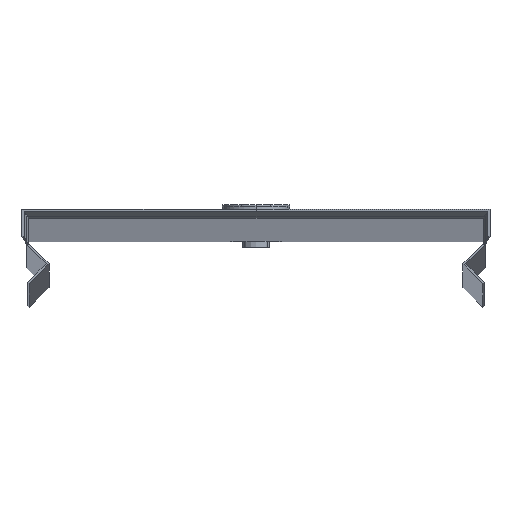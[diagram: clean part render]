
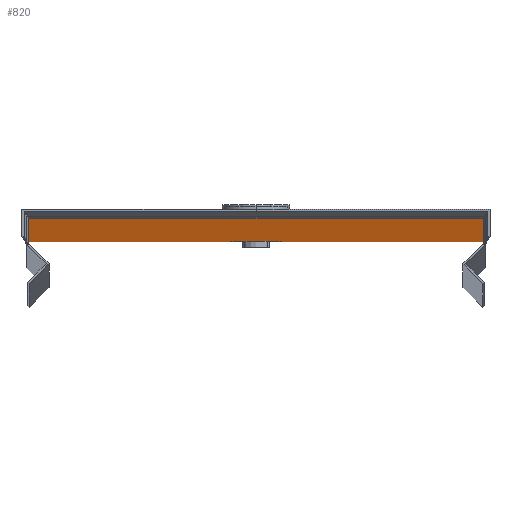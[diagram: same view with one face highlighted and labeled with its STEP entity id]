
A CAD part, top view. The second image highlights one B-rep face of the part: STEP entity #820.
In plain terms, the highlighted planar face has unit normal (0, -1, 0).
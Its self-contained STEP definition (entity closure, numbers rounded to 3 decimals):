
#25 = FACE_OUTER_BOUND ( 'NONE', #977, .T. ) ;
#28 = VERTEX_POINT ( 'NONE', #1008 ) ;
#77 = CARTESIAN_POINT ( 'NONE',  ( 5.5, 0., 14. ) ) ;
#141 = AXIS2_PLACEMENT_3D ( 'NONE', #373, #1259, #1490 ) ;
#144 = FACE_BOUND ( 'NONE', #584, .T. ) ;
#167 = CARTESIAN_POINT ( 'NONE',  ( 50., 0., 2969. ) ) ;
#182 = CIRCLE ( 'NONE', #409, 5.5 ) ;
#185 = LINE ( 'NONE', #640, #306 ) ;
#242 = EDGE_CURVE ( 'NONE', #1177, #698, #521, .T. ) ;
#306 = VECTOR ( 'NONE', #1131, 1000. ) ;
#318 = ORIENTED_EDGE ( 'NONE', *, *, #1457, .T. ) ;
#331 = ORIENTED_EDGE ( 'NONE', *, *, #985, .T. ) ;
#370 = AXIS2_PLACEMENT_3D ( 'NONE', #589, #994, #1455 ) ;
#373 = CARTESIAN_POINT ( 'NONE',  ( 50., 0., 2969. ) ) ;
#409 = AXIS2_PLACEMENT_3D ( 'NONE', #1227, #465, #1206 ) ;
#454 = VECTOR ( 'NONE', #1026, 1000. ) ;
#465 = DIRECTION ( 'NONE',  ( 0., -1., 0. ) ) ;
#521 = CIRCLE ( 'NONE', #370, 5.5 ) ;
#523 = LINE ( 'NONE', #167, #454 ) ;
#539 = ORIENTED_EDGE ( 'NONE', *, *, #1480, .F. ) ;
#546 = LINE ( 'NONE', #1421, #1405 ) ;
#584 = EDGE_LOOP ( 'NONE', ( #1194, #1142 ) ) ;
#589 = CARTESIAN_POINT ( 'NONE',  ( 0., 0., 14. ) ) ;
#608 = VERTEX_POINT ( 'NONE', #943 ) ;
#621 = EDGE_CURVE ( 'NONE', #698, #1177, #182, .T. ) ;
#640 = CARTESIAN_POINT ( 'NONE',  ( 50., 0., 0. ) ) ;
#681 = DIRECTION ( 'NONE',  ( 1., 0., 0. ) ) ;
#698 = VERTEX_POINT ( 'NONE', #1381 ) ;
#784 = LINE ( 'NONE', #1393, #1532 ) ;
#794 = DIRECTION ( 'NONE',  ( 0., 0., -1. ) ) ;
#820 = ADVANCED_FACE ( 'NONE', ( #144, #25 ), #1113, .F. ) ;
#943 = CARTESIAN_POINT ( 'NONE',  ( -50., 0., 2969. ) ) ;
#977 = EDGE_LOOP ( 'NONE', ( #331, #1416, #539, #318 ) ) ;
#985 = EDGE_CURVE ( 'NONE', #1430, #28, #185, .T. ) ;
#994 = DIRECTION ( 'NONE',  ( 0., -1., 0. ) ) ;
#1008 = CARTESIAN_POINT ( 'NONE',  ( 50., 0., 0. ) ) ;
#1009 = VERTEX_POINT ( 'NONE', #1497 ) ;
#1026 = DIRECTION ( 'NONE',  ( 0., 0., -1. ) ) ;
#1113 = PLANE ( 'NONE',  #141 ) ;
#1131 = DIRECTION ( 'NONE',  ( 1., 0., 0. ) ) ;
#1142 = ORIENTED_EDGE ( 'NONE', *, *, #621, .F. ) ;
#1177 = VERTEX_POINT ( 'NONE', #77 ) ;
#1194 = ORIENTED_EDGE ( 'NONE', *, *, #242, .F. ) ;
#1206 = DIRECTION ( 'NONE',  ( 1., 0., 0. ) ) ;
#1227 = CARTESIAN_POINT ( 'NONE',  ( 0., 0., 14. ) ) ;
#1259 = DIRECTION ( 'NONE',  ( 0., 1., 0. ) ) ;
#1279 = EDGE_CURVE ( 'NONE', #1009, #28, #523, .T. ) ;
#1381 = CARTESIAN_POINT ( 'NONE',  ( -5.5, 0., 14. ) ) ;
#1393 = CARTESIAN_POINT ( 'NONE',  ( -50., 0., 2969. ) ) ;
#1405 = VECTOR ( 'NONE', #681, 1000. ) ;
#1416 = ORIENTED_EDGE ( 'NONE', *, *, #1279, .F. ) ;
#1421 = CARTESIAN_POINT ( 'NONE',  ( -50., 0., 2969. ) ) ;
#1430 = VERTEX_POINT ( 'NONE', #1528 ) ;
#1455 = DIRECTION ( 'NONE',  ( 1., 0., 0. ) ) ;
#1457 = EDGE_CURVE ( 'NONE', #608, #1430, #784, .T. ) ;
#1480 = EDGE_CURVE ( 'NONE', #608, #1009, #546, .T. ) ;
#1490 = DIRECTION ( 'NONE',  ( -1., 0., 0. ) ) ;
#1497 = CARTESIAN_POINT ( 'NONE',  ( 50., 0., 2969. ) ) ;
#1528 = CARTESIAN_POINT ( 'NONE',  ( -50., 0., 0. ) ) ;
#1532 = VECTOR ( 'NONE', #794, 1000. ) ;
